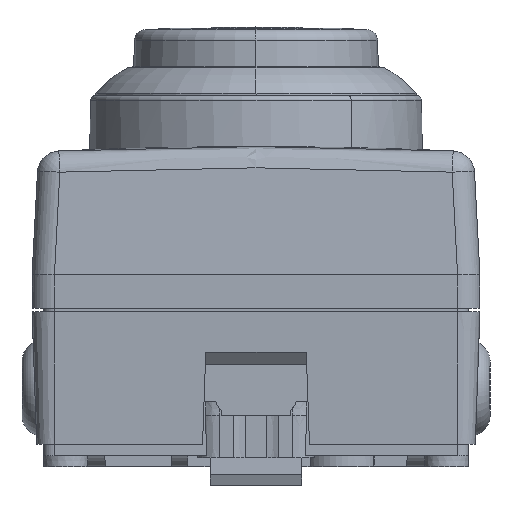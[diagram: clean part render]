
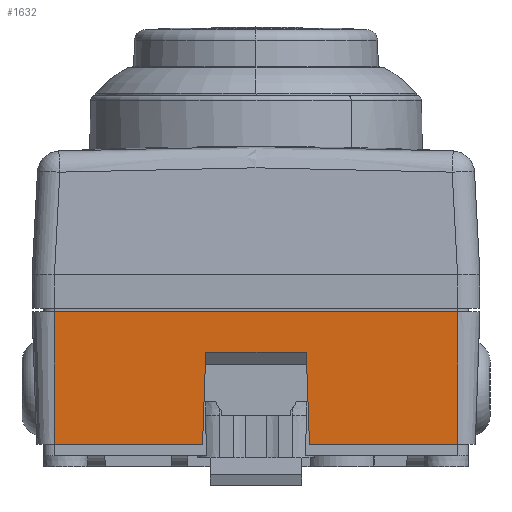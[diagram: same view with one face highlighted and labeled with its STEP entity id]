
A CAD part, left-side view. The second image highlights one B-rep face of the part: STEP entity #1632.
In plain terms, the highlighted planar face has unit normal (-0.999, 0, -0.035).
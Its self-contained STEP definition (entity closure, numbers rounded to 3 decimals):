
#1632=ADVANCED_FACE('',(#2610),#2118,.T.);
#2118=PLANE('',#12609);
#2610=FACE_OUTER_BOUND('',#3230,.T.);
#3230=EDGE_LOOP('',(#4958,#4959,#4960,#4961,#4962,#4963,#4964,#4965));
#4958=ORIENTED_EDGE('',*,*,#8360,.T.);
#4959=ORIENTED_EDGE('',*,*,#8786,.F.);
#4960=ORIENTED_EDGE('',*,*,#8400,.F.);
#4961=ORIENTED_EDGE('',*,*,#8785,.T.);
#4962=ORIENTED_EDGE('',*,*,#8353,.T.);
#4963=ORIENTED_EDGE('',*,*,#8787,.T.);
#4964=ORIENTED_EDGE('',*,*,#8788,.T.);
#4965=ORIENTED_EDGE('',*,*,#8789,.T.);
#7311=VERTEX_POINT('',#16716);
#7313=VERTEX_POINT('',#16719);
#7318=VERTEX_POINT('',#16730);
#7319=VERTEX_POINT('',#16732);
#7354=VERTEX_POINT('',#16829);
#7355=VERTEX_POINT('',#16831);
#7601=VERTEX_POINT('',#23652);
#7602=VERTEX_POINT('',#23654);
#8353=EDGE_CURVE('',#7313,#7311,#9901,.T.);
#8360=EDGE_CURVE('',#7319,#7318,#9904,.T.);
#8400=EDGE_CURVE('',#7354,#7355,#9932,.T.);
#8785=EDGE_CURVE('',#7354,#7313,#10076,.T.);
#8786=EDGE_CURVE('',#7355,#7318,#10077,.T.);
#8787=EDGE_CURVE('',#7311,#7601,#10078,.T.);
#8788=EDGE_CURVE('',#7601,#7602,#10079,.T.);
#8789=EDGE_CURVE('',#7602,#7319,#10080,.T.);
#9901=LINE('',#16718,#11015);
#9904=LINE('',#16731,#11018);
#9932=LINE('',#16830,#11046);
#10076=LINE('',#23648,#11206);
#10077=LINE('',#23650,#11207);
#10078=LINE('',#23651,#11208);
#10079=LINE('',#23653,#11209);
#10080=LINE('',#23655,#11210);
#11015=VECTOR('',#13369,1.);
#11018=VECTOR('',#13380,1.);
#11046=VECTOR('',#13430,1.);
#11206=VECTOR('',#14126,1.);
#11207=VECTOR('',#14129,1.);
#11208=VECTOR('',#14130,1.);
#11209=VECTOR('',#14131,1.);
#11210=VECTOR('',#14132,1.);
#12609=AXIS2_PLACEMENT_3D('',#23656,#14133,#14134);
#13369=DIRECTION('',(0.,-1.,0.));
#13380=DIRECTION('',(0.,-1.,0.));
#13430=DIRECTION('',(0.,-1.,0.));
#14126=DIRECTION('',(0.035,0.,-0.999));
#14129=DIRECTION('',(0.035,0.,-0.999));
#14130=DIRECTION('',(-0.035,-0.035,0.999));
#14131=DIRECTION('',(0.,-1.,0.));
#14132=DIRECTION('',(0.035,-0.035,-0.999));
#14133=DIRECTION('',(-0.999,0.,-0.035));
#14134=DIRECTION('',(0.,1.,0.));
#16716=CARTESIAN_POINT('',(-53.886,2.276,-12.));
#16718=CARTESIAN_POINT('',(-53.886,15.5,-12.));
#16719=CARTESIAN_POINT('',(-53.886,15.5,-12.));
#16730=CARTESIAN_POINT('',(-53.886,-20.5,-12.));
#16731=CARTESIAN_POINT('',(-53.886,-7.276,-12.));
#16732=CARTESIAN_POINT('',(-53.886,-7.276,-12.));
#16829=CARTESIAN_POINT('',(-54.3,15.5,-0.15));
#16830=CARTESIAN_POINT('',(-54.3,15.5,-0.15));
#16831=CARTESIAN_POINT('',(-54.3,-20.5,-0.15));
#23648=CARTESIAN_POINT('',(-54.3,15.5,-0.15));
#23650=CARTESIAN_POINT('',(-54.3,-20.5,-0.15));
#23651=CARTESIAN_POINT('',(-53.886,2.276,-12.));
#23652=CARTESIAN_POINT('',(-54.173,1.989,-3.78));
#23653=CARTESIAN_POINT('',(-54.173,1.989,-3.78));
#23654=CARTESIAN_POINT('',(-54.173,-6.989,-3.78));
#23655=CARTESIAN_POINT('',(-54.173,-6.989,-3.78));
#23656=CARTESIAN_POINT('',(-54.3,15.5,-0.15));
